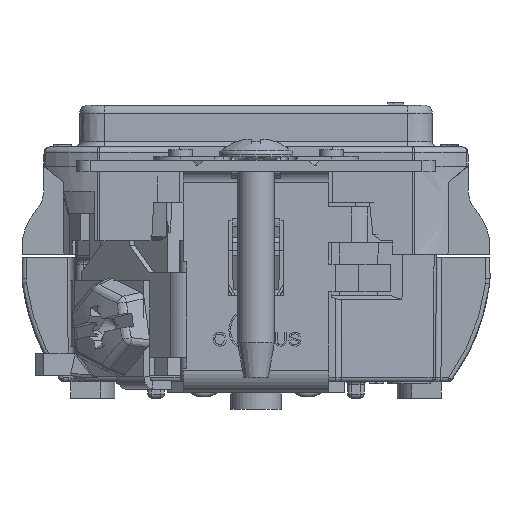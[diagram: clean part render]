
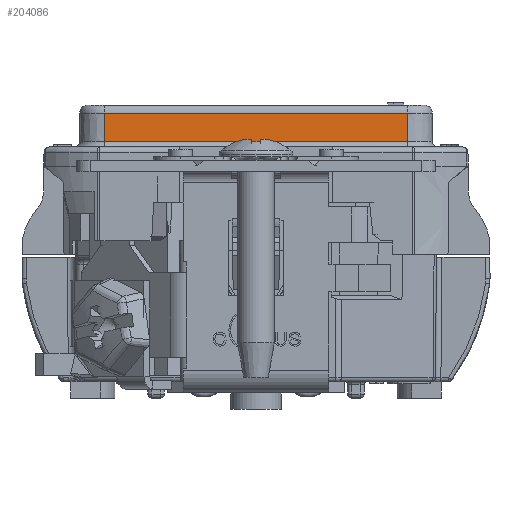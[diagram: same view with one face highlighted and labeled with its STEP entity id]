
A CAD part, front view. The second image highlights one B-rep face of the part: STEP entity #204086.
In plain terms, the highlighted planar face has unit normal (0, -1, 0.009).
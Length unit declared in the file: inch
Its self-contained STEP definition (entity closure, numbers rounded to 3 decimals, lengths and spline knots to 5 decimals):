
#318 = EDGE_LOOP ( 'NONE', ( #239181, #265932, #123186, #252339 ) ) ;
#6331 = VERTEX_POINT ( 'NONE', #178027 ) ;
#7202 = VECTOR ( 'NONE', #81819, 39.37008 ) ;
#18648 = LINE ( 'NONE', #250039, #7202 ) ;
#27221 = CARTESIAN_POINT ( 'NONE',  ( -0.70532, -1.56008, 1.03437 ) ) ;
#29892 = CARTESIAN_POINT ( 'NONE',  ( -0.61332, -1.56115, 0.91111 ) ) ;
#40631 = VERTEX_POINT ( 'NONE', #107847 ) ;
#43467 = EDGE_CURVE ( 'NONE', #219911, #98312, #133948, .T. ) ;
#45420 = DIRECTION ( 'NONE',  ( 1., 0., 0. ) ) ;
#49745 = DIRECTION ( 'NONE',  ( -1., 0., 0. ) ) ;
#51465 = EDGE_CURVE ( 'NONE', #40631, #6331, #173089, .T. ) ;
#72031 = VECTOR ( 'NONE', #77583, 39.37008 ) ;
#77583 = DIRECTION ( 'NONE',  ( 0., -0.009, -1. ) ) ;
#81819 = DIRECTION ( 'NONE',  ( 0., 0.009, 1. ) ) ;
#93469 = PLANE ( 'NONE',  #134311 ) ;
#98312 = VERTEX_POINT ( 'NONE', #198499 ) ;
#107847 = CARTESIAN_POINT ( 'NONE',  ( -0.61332, -1.56098, 0.93093 ) ) ;
#118242 = LINE ( 'NONE', #29892, #72031 ) ;
#123186 = ORIENTED_EDGE ( 'NONE', *, *, #145224, .T. ) ;
#131233 = VECTOR ( 'NONE', #45420, 39.37008 ) ;
#133948 = LINE ( 'NONE', #27221, #150886 ) ;
#134311 = AXIS2_PLACEMENT_3D ( 'NONE', #263023, #260222, #239292 ) ;
#145224 = EDGE_CURVE ( 'NONE', #6331, #219911, #18648, .T. ) ;
#150886 = VECTOR ( 'NONE', #49745, 39.37008 ) ;
#152011 = CARTESIAN_POINT ( 'NONE',  ( 0.49268, -1.56098, 0.93093 ) ) ;
#161217 = EDGE_CURVE ( 'NONE', #98312, #40631, #118242, .T. ) ;
#173089 = LINE ( 'NONE', #152011, #131233 ) ;
#177769 = FACE_OUTER_BOUND ( 'NONE', #318, .T. ) ;
#178027 = CARTESIAN_POINT ( 'NONE',  ( 0.49268, -1.56098, 0.93093 ) ) ;
#198499 = CARTESIAN_POINT ( 'NONE',  ( -0.61332, -1.56008, 1.03437 ) ) ;
#204086 = ADVANCED_FACE ( 'NONE', ( #177769 ), #93469, .T. ) ;
#219911 = VERTEX_POINT ( 'NONE', #262212 ) ;
#239181 = ORIENTED_EDGE ( 'NONE', *, *, #161217, .T. ) ;
#239292 = DIRECTION ( 'NONE',  ( 0., -0.009, -1. ) ) ;
#250039 = CARTESIAN_POINT ( 'NONE',  ( 0.49268, -1.56115, 0.91111 ) ) ;
#252339 = ORIENTED_EDGE ( 'NONE', *, *, #43467, .T. ) ;
#260222 = DIRECTION ( 'NONE',  ( 0., -1., 0.009 ) ) ;
#262212 = CARTESIAN_POINT ( 'NONE',  ( 0.49268, -1.56008, 1.03437 ) ) ;
#263023 = CARTESIAN_POINT ( 'NONE',  ( -0.70532, -1.56115, 0.91111 ) ) ;
#265932 = ORIENTED_EDGE ( 'NONE', *, *, #51465, .T. ) ;
